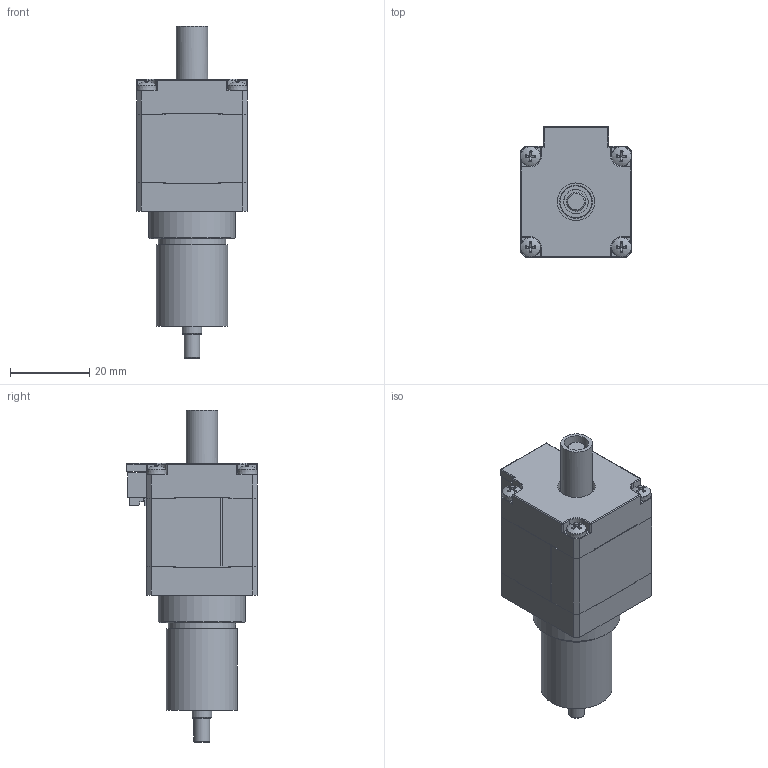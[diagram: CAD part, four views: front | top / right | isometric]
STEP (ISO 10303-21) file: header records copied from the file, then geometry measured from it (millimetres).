
FILE_DESCRIPTION((''),'2;1');
FILE_NAME('LGA281S10-B-UGFC-019.stp','2018-05-09T10:39:32',('tao.xu'),(''),'Autodesk Inventor 2013','Autodesk Inventor 2013','');
FILE_SCHEMA(('CONFIG_CONTROL_DESIGN'));
Length unit declared in the file: millimetre
Products named in the file (1): LGA281S10-B-UGFC-019
Bounding box: 28 x 33 x 83.95 mm (x, y, z)
Volume: 26091.8 mm3; surface area: 33033 mm2
Topology: 3 solids, 13 shells, 2641 faces, 7958 edges, 5079 vertices
Faces by surface type: plane 1380, cylinder 1073, torus 76, cone 70, sphere 37, bspline 5
Full cylindrical faces by diameter (mm): 0.5 x4, 0.8 x8, 1 x25, 1.1 x5, 1.7 x2, 2 x2, 2.05 x1, 2.2 x4, 2.208 x4, 2.5 x5, 2.8 x4, 3 x6, 4 x1, 4.763 x2, 5 x2, 6 x1, 6.2 x2, 7 x1, 7.1 x1, 8 x4, 9 x2, 9.5 x3, 10 x4, 11.5 x1, 12 x6, 13.5 x2, 14 x4, 15 x1, 15.5 x1, 15.7 x1
Entity records: 90180 total; most frequent: CARTESIAN_POINT 16441, DIRECTION 15576, ORIENTED_EDGE 15348, EDGE_CURVE 7674, AXIS2_PLACEMENT_3D 5413, VERTEX_POINT 4990, VECTOR 4750, LINE 4750
